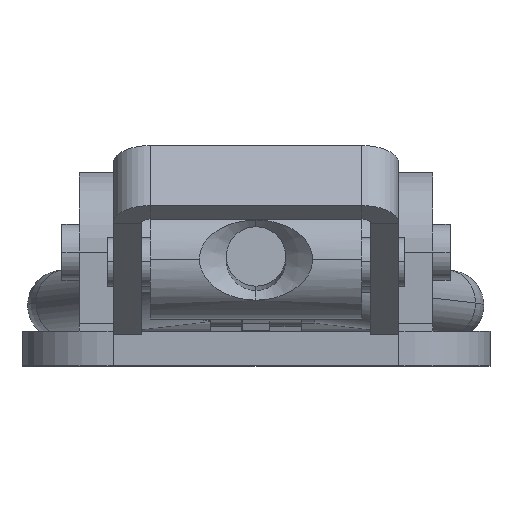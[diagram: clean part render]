
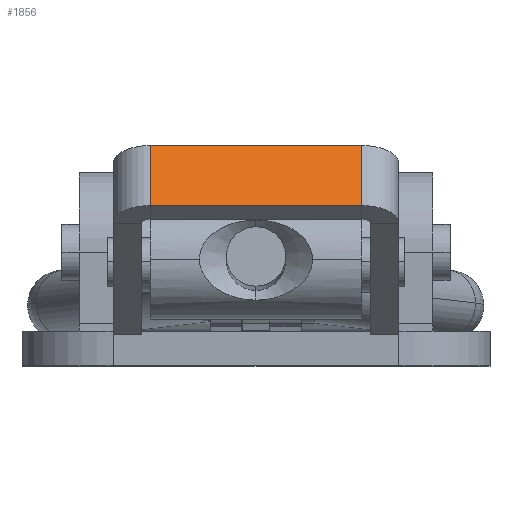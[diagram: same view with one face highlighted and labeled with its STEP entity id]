
A CAD part, top view. The second image highlights one B-rep face of the part: STEP entity #1856.
In plain terms, the highlighted face is planar.
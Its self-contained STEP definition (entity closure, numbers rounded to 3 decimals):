
#794 = LINE ( 'NONE', #949, #2099 ) ;
#887 = EDGE_CURVE ( 'NONE', #6399, #3949, #794, .T. ) ;
#949 = CARTESIAN_POINT ( 'NONE',  ( 9.263, -2.5, -30.196 ) ) ;
#1070 = EDGE_LOOP ( 'NONE', ( #4553, #1145, #5660, #3129 ) ) ;
#1145 = ORIENTED_EDGE ( 'NONE', *, *, #5521, .F. ) ;
#1232 = LINE ( 'NONE', #6611, #3417 ) ;
#1317 = VECTOR ( 'NONE', #6021, 1000. ) ;
#1363 = DIRECTION ( 'NONE',  ( 1., 0., 0. ) ) ;
#1615 = PLANE ( 'NONE',  #6758 ) ;
#1680 = CARTESIAN_POINT ( 'NONE',  ( 9.263, -2.5, 0. ) ) ;
#1709 = LINE ( 'NONE', #6634, #1317 ) ;
#1856 = ADVANCED_FACE ( 'NONE', ( #3933 ), #1615, .F. ) ;
#1882 = DIRECTION ( 'NONE',  ( -1., 0., 0. ) ) ;
#2099 = VECTOR ( 'NONE', #5659, 1000. ) ;
#2126 = DIRECTION ( 'NONE',  ( 0., 0., 1. ) ) ;
#2261 = VERTEX_POINT ( 'NONE', #3698 ) ;
#2652 = CARTESIAN_POINT ( 'NONE',  ( 9.263, -2.5, -6. ) ) ;
#3129 = ORIENTED_EDGE ( 'NONE', *, *, #6037, .F. ) ;
#3417 = VECTOR ( 'NONE', #1363, 1000. ) ;
#3698 = CARTESIAN_POINT ( 'NONE',  ( -9.263, -2.5, -6. ) ) ;
#3725 = EDGE_CURVE ( 'NONE', #4196, #2261, #1709, .T. ) ;
#3933 = FACE_OUTER_BOUND ( 'NONE', #1070, .T. ) ;
#3949 = VERTEX_POINT ( 'NONE', #2652 ) ;
#4196 = VERTEX_POINT ( 'NONE', #5165 ) ;
#4221 = CARTESIAN_POINT ( 'NONE',  ( -70.801, -2.5, -30.196 ) ) ;
#4512 = CARTESIAN_POINT ( 'NONE',  ( 0., -2.5, -6. ) ) ;
#4553 = ORIENTED_EDGE ( 'NONE', *, *, #887, .F. ) ;
#5165 = CARTESIAN_POINT ( 'NONE',  ( -9.263, -2.5, 0. ) ) ;
#5174 = LINE ( 'NONE', #4512, #5861 ) ;
#5521 = EDGE_CURVE ( 'NONE', #4196, #6399, #1232, .T. ) ;
#5659 = DIRECTION ( 'NONE',  ( 0., 0., -1. ) ) ;
#5660 = ORIENTED_EDGE ( 'NONE', *, *, #3725, .T. ) ;
#5861 = VECTOR ( 'NONE', #1882, 1000. ) ;
#6021 = DIRECTION ( 'NONE',  ( 0., 0., -1. ) ) ;
#6037 = EDGE_CURVE ( 'NONE', #3949, #2261, #5174, .T. ) ;
#6305 = DIRECTION ( 'NONE',  ( 0., 1., 0. ) ) ;
#6399 = VERTEX_POINT ( 'NONE', #1680 ) ;
#6611 = CARTESIAN_POINT ( 'NONE',  ( 0., -2.5, 0. ) ) ;
#6634 = CARTESIAN_POINT ( 'NONE',  ( -9.263, -2.5, -30.196 ) ) ;
#6758 = AXIS2_PLACEMENT_3D ( 'NONE', #4221, #6305, #2126 ) ;
